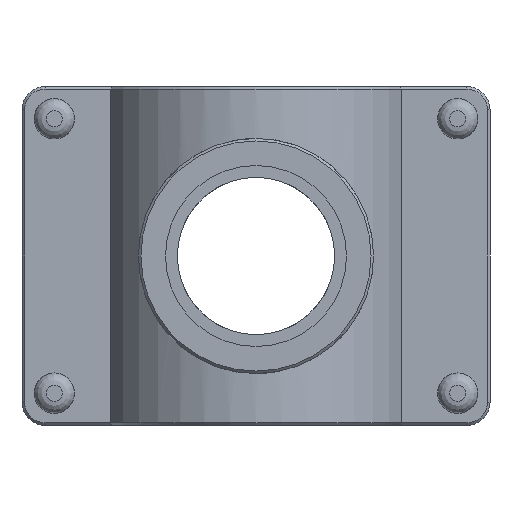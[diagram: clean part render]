
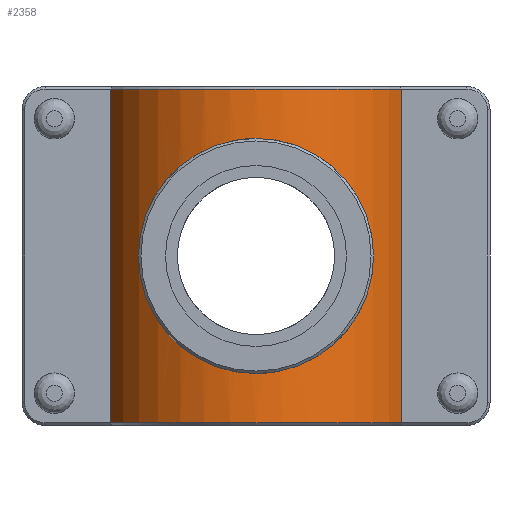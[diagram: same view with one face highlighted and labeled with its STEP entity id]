
A CAD part, front view. The second image highlights one B-rep face of the part: STEP entity #2358.
In plain terms, the highlighted cylindrical face has radius 39.375 mm (diameter 78.75 mm), a partial arc.
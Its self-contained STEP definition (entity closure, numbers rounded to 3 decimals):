
#169=LINE('',#4202,#357);
#170=LINE('',#4204,#358);
#357=VECTOR('',#3103,82.74);
#358=VECTOR('',#3106,82.74);
#588=CIRCLE('',#2555,39.375);
#589=CIRCLE('',#2558,39.375);
#652=FACE_BOUND('',#954,.T.);
#777=FACE_OUTER_BOUND('',#953,.T.);
#953=EDGE_LOOP('',(#1961,#1962,#1963,#1964));
#954=EDGE_LOOP('',(#1965));
#1042=B_SPLINE_CURVE_WITH_KNOTS('',3,(#3417,#3418,#3419,#3420,#3421,#3422,
#3423,#3424,#3425,#3426,#3427,#3428,#3429,#3430,#3431,#3432,#3433,#3434,
#3435,#3436,#3437,#3438,#3439,#3440,#3441,#3442,#3443,#3444,#3445,#3446,
#3447,#3448,#3449,#3450,#3451,#3452,#3453,#3454,#3455,#3456,#3457,#3458,
#3459,#3460,#3461,#3462,#3463,#3464,#3465,#3466,#3467,#3468,#3469,#3470,
#3471,#3472,#3473,#3474,#3475,#3476,#3477,#3478,#3479,#3480,#3481,#3482),
 .UNSPECIFIED.,.T.,.F.,(4,2,2,2,2,2,2,2,2,2,2,2,2,2,2,2,2,2,2,2,2,2,2,2,
2,2,2,2,2,2,2,2,4),(0.,0.375,0.75,1.125,
1.5,1.875,2.249,2.623,2.997,
3.371,3.745,4.119,4.493,4.869,
5.244,5.619,5.994,6.369,6.744,
7.119,7.494,7.868,8.243,8.617,
8.991,9.365,9.739,10.113,10.487,
10.862,11.238,11.613,11.988),
 .UNSPECIFIED.);
#1058=VERTEX_POINT('',#3416);
#1193=VERTEX_POINT('',#4142);
#1194=VERTEX_POINT('',#4147);
#1195=VERTEX_POINT('',#4154);
#1197=VERTEX_POINT('',#4163);
#1274=EDGE_CURVE('',#1058,#1058,#1042,.T.);
#1462=EDGE_CURVE('',#1193,#1194,#588,.T.);
#1468=EDGE_CURVE('',#1197,#1195,#589,.T.);
#1485=EDGE_CURVE('',#1193,#1195,#169,.T.);
#1486=EDGE_CURVE('',#1194,#1197,#170,.T.);
#1961=ORIENTED_EDGE('',*,*,#1462,.F.);
#1962=ORIENTED_EDGE('',*,*,#1485,.T.);
#1963=ORIENTED_EDGE('',*,*,#1468,.F.);
#1964=ORIENTED_EDGE('',*,*,#1486,.F.);
#1965=ORIENTED_EDGE('',*,*,#1274,.T.);
#2249=CYLINDRICAL_SURFACE('',#2573,39.375);
#2358=ADVANCED_FACE('',(#777,#652),#2249,.T.);
#2555=AXIS2_PLACEMENT_3D('',#4148,#3053,#3054);
#2558=AXIS2_PLACEMENT_3D('',#4168,#3061,#3062);
#2573=AXIS2_PLACEMENT_3D('',#4203,#3104,#3105);
#3053=DIRECTION('center_axis',(0.,0.,-1.));
#3054=DIRECTION('ref_axis',(1.,0.,0.));
#3061=DIRECTION('center_axis',(0.,0.,1.));
#3062=DIRECTION('ref_axis',(1.,0.,0.));
#3103=DIRECTION('',(0.,0.,1.));
#3104=DIRECTION('center_axis',(0.,0.,1.));
#3105=DIRECTION('ref_axis',(1.,0.,0.));
#3106=DIRECTION('',(0.,0.,1.));
#3416=CARTESIAN_POINT('',(-19.5,-34.207,0.));
#3417=CARTESIAN_POINT('Ctrl Pts',(-19.5,-34.207,0.));
#3418=CARTESIAN_POINT('Ctrl Pts',(-19.5,-34.207,1.25));
#3419=CARTESIAN_POINT('Ctrl Pts',(-19.378,-34.278,2.534));
#3420=CARTESIAN_POINT('Ctrl Pts',(-18.873,-34.558,5.072));
#3421=CARTESIAN_POINT('Ctrl Pts',(-18.491,-34.768,6.326));
#3422=CARTESIAN_POINT('Ctrl Pts',(-17.49,-35.282,8.72));
#3423=CARTESIAN_POINT('Ctrl Pts',(-16.871,-35.586,9.861));
#3424=CARTESIAN_POINT('Ctrl Pts',(-15.448,-36.227,11.968));
#3425=CARTESIAN_POINT('Ctrl Pts',(-14.643,-36.562,12.934));
#3426=CARTESIAN_POINT('Ctrl Pts',(-12.936,-37.201,14.641));
#3427=CARTESIAN_POINT('Ctrl Pts',(-11.972,-37.527,15.445));
#3428=CARTESIAN_POINT('Ctrl Pts',(-9.864,-38.135,16.869));
#3429=CARTESIAN_POINT('Ctrl Pts',(-8.721,-38.416,17.489));
#3430=CARTESIAN_POINT('Ctrl Pts',(-6.324,-38.883,18.492));
#3431=CARTESIAN_POINT('Ctrl Pts',(-5.069,-39.068,18.874));
#3432=CARTESIAN_POINT('Ctrl Pts',(-2.53,-39.314,19.378));
#3433=CARTESIAN_POINT('Ctrl Pts',(-1.247,-39.375,19.5));
#3434=CARTESIAN_POINT('Ctrl Pts',(1.247,-39.375,19.5));
#3435=CARTESIAN_POINT('Ctrl Pts',(2.53,-39.314,19.378));
#3436=CARTESIAN_POINT('Ctrl Pts',(5.069,-39.068,18.874));
#3437=CARTESIAN_POINT('Ctrl Pts',(6.324,-38.883,18.492));
#3438=CARTESIAN_POINT('Ctrl Pts',(8.721,-38.416,17.489));
#3439=CARTESIAN_POINT('Ctrl Pts',(9.864,-38.135,16.869));
#3440=CARTESIAN_POINT('Ctrl Pts',(11.972,-37.527,15.445));
#3441=CARTESIAN_POINT('Ctrl Pts',(12.936,-37.201,14.641));
#3442=CARTESIAN_POINT('Ctrl Pts',(14.643,-36.562,12.934));
#3443=CARTESIAN_POINT('Ctrl Pts',(15.448,-36.227,11.968));
#3444=CARTESIAN_POINT('Ctrl Pts',(16.871,-35.586,9.861));
#3445=CARTESIAN_POINT('Ctrl Pts',(17.49,-35.282,8.72));
#3446=CARTESIAN_POINT('Ctrl Pts',(18.491,-34.768,6.326));
#3447=CARTESIAN_POINT('Ctrl Pts',(18.873,-34.558,5.072));
#3448=CARTESIAN_POINT('Ctrl Pts',(19.378,-34.278,2.534));
#3449=CARTESIAN_POINT('Ctrl Pts',(19.5,-34.207,1.25));
#3450=CARTESIAN_POINT('Ctrl Pts',(19.5,-34.207,-1.25));
#3451=CARTESIAN_POINT('Ctrl Pts',(19.378,-34.278,-2.534));
#3452=CARTESIAN_POINT('Ctrl Pts',(18.873,-34.558,-5.072));
#3453=CARTESIAN_POINT('Ctrl Pts',(18.491,-34.768,-6.326));
#3454=CARTESIAN_POINT('Ctrl Pts',(17.49,-35.282,-8.72));
#3455=CARTESIAN_POINT('Ctrl Pts',(16.871,-35.586,-9.861));
#3456=CARTESIAN_POINT('Ctrl Pts',(15.448,-36.227,-11.968));
#3457=CARTESIAN_POINT('Ctrl Pts',(14.643,-36.562,-12.934));
#3458=CARTESIAN_POINT('Ctrl Pts',(12.936,-37.201,-14.641));
#3459=CARTESIAN_POINT('Ctrl Pts',(11.972,-37.527,-15.445));
#3460=CARTESIAN_POINT('Ctrl Pts',(9.864,-38.135,-16.869));
#3461=CARTESIAN_POINT('Ctrl Pts',(8.721,-38.416,-17.489));
#3462=CARTESIAN_POINT('Ctrl Pts',(6.324,-38.883,-18.492));
#3463=CARTESIAN_POINT('Ctrl Pts',(5.069,-39.068,-18.874));
#3464=CARTESIAN_POINT('Ctrl Pts',(2.53,-39.314,-19.378));
#3465=CARTESIAN_POINT('Ctrl Pts',(1.247,-39.375,-19.5));
#3466=CARTESIAN_POINT('Ctrl Pts',(-1.247,-39.375,-19.5));
#3467=CARTESIAN_POINT('Ctrl Pts',(-2.53,-39.314,-19.378));
#3468=CARTESIAN_POINT('Ctrl Pts',(-5.069,-39.068,-18.874));
#3469=CARTESIAN_POINT('Ctrl Pts',(-6.324,-38.883,-18.492));
#3470=CARTESIAN_POINT('Ctrl Pts',(-8.721,-38.416,-17.489));
#3471=CARTESIAN_POINT('Ctrl Pts',(-9.864,-38.135,-16.869));
#3472=CARTESIAN_POINT('Ctrl Pts',(-11.972,-37.527,-15.445));
#3473=CARTESIAN_POINT('Ctrl Pts',(-12.936,-37.201,-14.641));
#3474=CARTESIAN_POINT('Ctrl Pts',(-14.643,-36.562,-12.934));
#3475=CARTESIAN_POINT('Ctrl Pts',(-15.448,-36.227,-11.968));
#3476=CARTESIAN_POINT('Ctrl Pts',(-16.871,-35.586,-9.861));
#3477=CARTESIAN_POINT('Ctrl Pts',(-17.49,-35.282,-8.72));
#3478=CARTESIAN_POINT('Ctrl Pts',(-18.491,-34.768,-6.326));
#3479=CARTESIAN_POINT('Ctrl Pts',(-18.873,-34.558,-5.072));
#3480=CARTESIAN_POINT('Ctrl Pts',(-19.378,-34.278,-2.534));
#3481=CARTESIAN_POINT('Ctrl Pts',(-19.5,-34.207,-1.25));
#3482=CARTESIAN_POINT('Ctrl Pts',(-19.5,-34.207,0.));
#4142=CARTESIAN_POINT('',(36.088,-15.75,-41.37));
#4147=CARTESIAN_POINT('',(-36.088,-15.75,-41.37));
#4148=CARTESIAN_POINT('Origin',(0.,0.,-41.37));
#4154=CARTESIAN_POINT('',(36.088,-15.75,41.37));
#4163=CARTESIAN_POINT('',(-36.088,-15.75,41.37));
#4168=CARTESIAN_POINT('Origin',(0.,0.,41.37));
#4202=CARTESIAN_POINT('',(36.088,-15.75,0.));
#4203=CARTESIAN_POINT('Origin',(0.,0.,0.));
#4204=CARTESIAN_POINT('',(-36.088,-15.75,0.));
